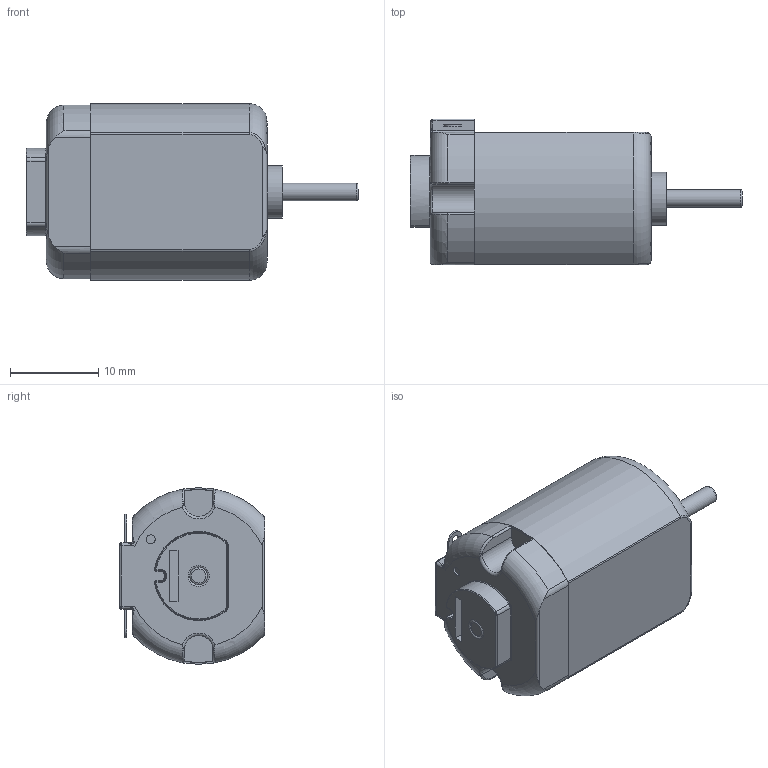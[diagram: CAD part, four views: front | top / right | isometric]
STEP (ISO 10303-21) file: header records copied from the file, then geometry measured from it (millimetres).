
FILE_DESCRIPTION(/* description */ (''),/* implementation_level */ '2;1');
FILE_NAME(/* name */ 'DC Motor v4.stp',/* time_stamp */ '2022-06-18T23:03:24+02:00',/* author */ (''),/* organization */ (''),/* preprocessor_version */ 'ST-DEVELOPER v19',/* originating_system */ 'Autodesk Translation Framework v11.7.0.108',/* authorisation */ '');
FILE_SCHEMA (('AUTOMOTIVE_DESIGN { 1 0 10303 214 3 1 1 }'));
Length unit declared in the file: millimetre
Products named in the file (3): DC Motor; Housing; End Cap
Assembly tree (2 placements, depth 2):
  DC Motor
    Housing
    End Cap
Bounding box: 37.6 x 16.5 x 20 mm (x, y, z)
Volume: 3056.3 mm3; surface area: 4791.8 mm2
Topology: 5 solids, 5 shells, 179 faces, 440 edges, 272 vertices
Faces by surface type: cylinder 69, plane 54, bspline 32, torus 24
Full cylindrical faces by diameter (mm): 1 x1, 2 x3, 5.6 x2, 6 x1
Entity records: 6761 total; most frequent: CARTESIAN_POINT 2584, ORIENTED_EDGE 872, DIRECTION 818, EDGE_CURVE 436, AXIS2_PLACEMENT_3D 325, VERTEX_POINT 272, EDGE_LOOP 196, FACE_OUTER_BOUND 179
